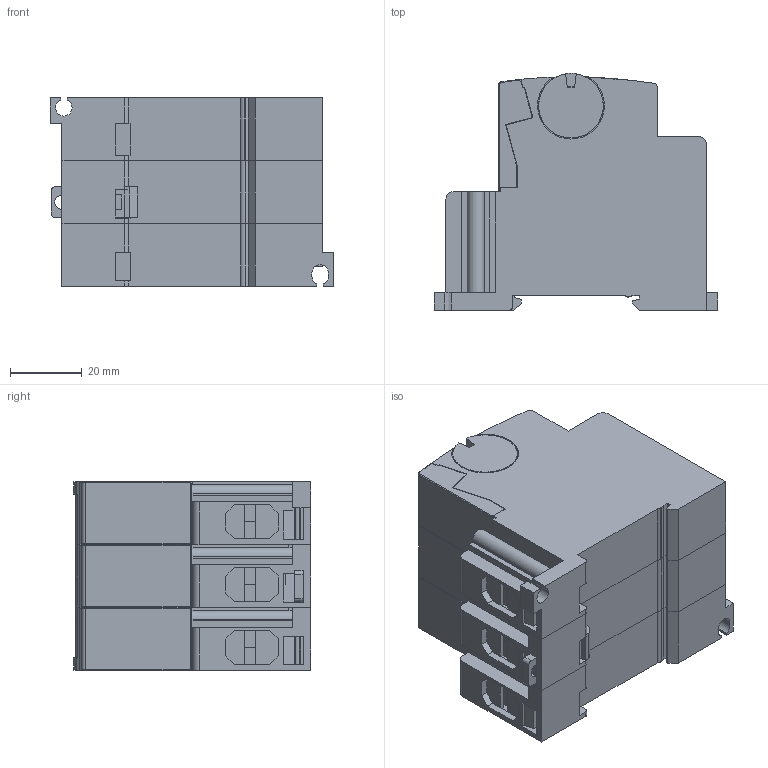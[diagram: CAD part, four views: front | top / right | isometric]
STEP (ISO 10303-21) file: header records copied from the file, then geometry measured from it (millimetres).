
FILE_DESCRIPTION (( 'STEP AP203' ), '1' );
FILE_NAME ('OUTSIDE-NC1V-3100.STEP', '2014-03-27T00:26:10', ( 'IDEC' ), ( '' ), 'SwSTEP 2.0', 'SolidWorks 2012', '' );
FILE_SCHEMA (( 'CONFIG_CONTROL_DESIGN' ));
Length unit declared in the file: millimetre
Products named in the file (6): OUTSIDE-NC1V-3100; OUTSIDE_NC1V-CLAW; OUTSIDE_NC1V-HANDLE3; OUTSIDE_NC1V-CASE2-00; OUTSIDE_NC1V-BLOCK-00; OUTSIDE_NC1V-CASE1-00
Assembly tree (5 placements, depth 2):
  OUTSIDE-NC1V-3100
    OUTSIDE_NC1V-CASE1-00
    OUTSIDE_NC1V-BLOCK-00
    OUTSIDE_NC1V-CASE2-00
    OUTSIDE_NC1V-HANDLE3
    OUTSIDE_NC1V-CLAW
Bounding box: 78.8 x 66 x 52.5 mm (x, y, z)
Volume: 180439 mm3; surface area: 54484.9 mm2
Topology: 5 solids, 5 shells, 1016 faces, 2962 edges, 1944 vertices
Faces by surface type: plane 799, cylinder 134, bspline 66, cone 17
Entity records: 35342 total; most frequent: CARTESIAN_POINT 8324, ORIENTED_EDGE 5920, DIRECTION 4930, EDGE_CURVE 2960, LINE 2368, VECTOR 2368, VERTEX_POINT 1944, AXIS2_PLACEMENT_3D 1281
